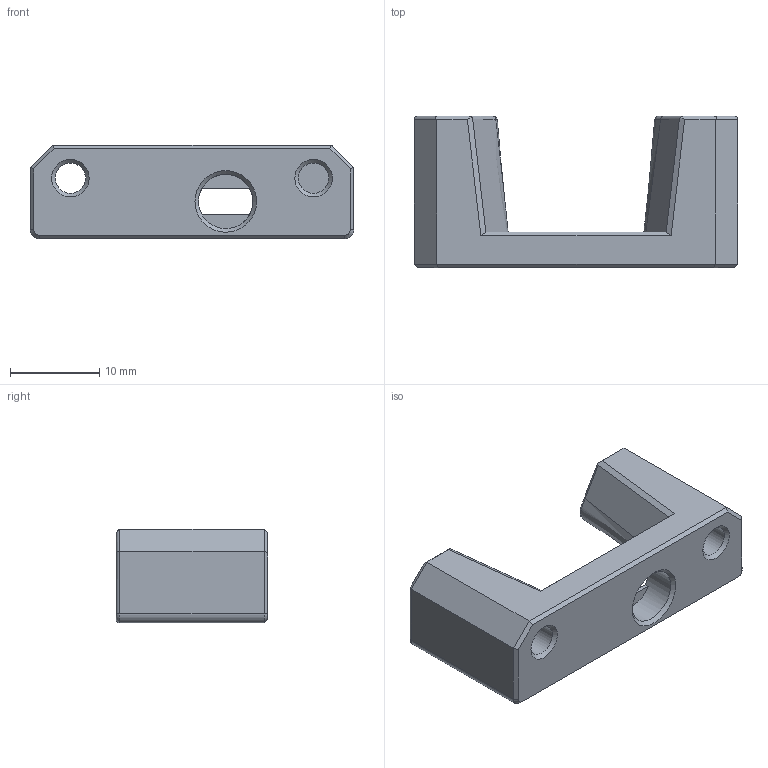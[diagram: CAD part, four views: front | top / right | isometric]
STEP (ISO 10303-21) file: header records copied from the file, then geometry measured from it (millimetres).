
FILE_DESCRIPTION(/* description */ (''),/* implementation_level */ '2;1');
FILE_NAME(/* name */ 'Probe Dock v2.1.step',/* time_stamp */ '2022-06-14T21:47:06+01:00',/* author */ (''),/* organization */ (''),/* preprocessor_version */ 'ST-DEVELOPER v19',/* originating_system */ 'Autodesk Translation Framework v11.7.0.108',/* authorisation */ '');
FILE_SCHEMA (('AUTOMOTIVE_DESIGN { 1 0 10303 214 3 1 1 }'));
Length unit declared in the file: millimetre
Products named in the file (1): Probe Dock v2.1
Bounding box: 36.26 x 17 x 10.5 mm (x, y, z)
Volume: 2807.8 mm3; surface area: 2457.6 mm2
Topology: 1 solids, 1 shells, 64 faces, 165 edges, 102 vertices
Faces by surface type: plane 31, cylinder 18, bspline 8, cone 5, torus 2
Full cylindrical faces by diameter (mm): 3.4 x2, 6 x2, 6.1 x1
Entity records: 2540 total; most frequent: CARTESIAN_POINT 987, ORIENTED_EDGE 322, DIRECTION 305, EDGE_CURVE 161, AXIS2_PLACEMENT_3D 107, VERTEX_POINT 100, LINE 91, VECTOR 91
